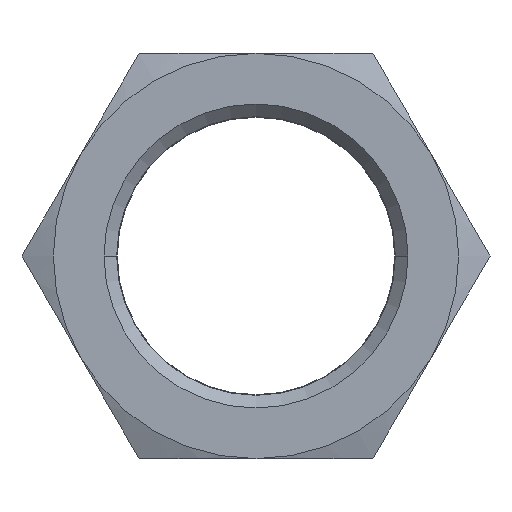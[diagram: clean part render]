
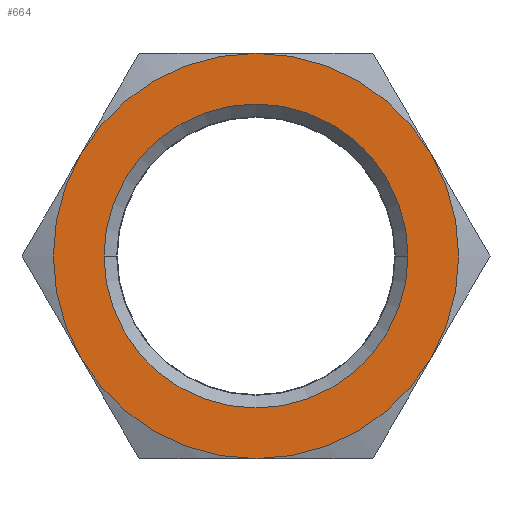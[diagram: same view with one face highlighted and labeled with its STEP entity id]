
A CAD part, front view. The second image highlights one B-rep face of the part: STEP entity #664.
In plain terms, the highlighted planar face has unit normal (0, -1, 0).
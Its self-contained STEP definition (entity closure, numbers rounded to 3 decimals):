
#1=CARTESIAN_POINT('',(0.,0.,0.));
#2=DIRECTION('',(0.,-1.,0.));
#3=DIRECTION('',(0.,0.,1.));
#4=AXIS2_PLACEMENT_3D('',#1,#2,#3);
#6=CARTESIAN_POINT('',(0.,0.,0.));
#7=DIRECTION('',(0.,-1.,0.));
#8=DIRECTION('',(0.866,0.,0.5));
#9=AXIS2_PLACEMENT_3D('',#6,#7,#8);
#11=CARTESIAN_POINT('',(0.,0.,0.));
#12=DIRECTION('',(0.,-1.,0.));
#13=DIRECTION('',(0.,0.,-1.));
#14=AXIS2_PLACEMENT_3D('',#11,#12,#13);
#16=CARTESIAN_POINT('',(0.,0.,0.));
#17=DIRECTION('',(0.,-1.,0.));
#18=DIRECTION('',(-0.866,0.,-0.5));
#19=AXIS2_PLACEMENT_3D('',#16,#17,#18);
#21=CARTESIAN_POINT('',(0.,0.,0.));
#22=DIRECTION('',(0.,1.,0.));
#23=DIRECTION('',(1.,0.,0.));
#24=AXIS2_PLACEMENT_3D('',#21,#22,#23);
#26=CARTESIAN_POINT('',(0.,0.,0.));
#27=DIRECTION('',(0.,1.,0.));
#28=DIRECTION('',(-1.,0.,0.));
#29=AXIS2_PLACEMENT_3D('',#26,#27,#28);
#31=CARTESIAN_POINT('',(0.,0.,0.));
#32=DIRECTION('',(0.,-1.,0.));
#33=DIRECTION('',(-0.866,0.,0.5));
#34=AXIS2_PLACEMENT_3D('',#31,#32,#33);
#161=CARTESIAN_POINT('',(0.,0.,0.));
#162=DIRECTION('',(0.,-1.,0.));
#163=DIRECTION('',(0.866,0.,-0.5));
#164=AXIS2_PLACEMENT_3D('',#161,#162,#163);
#537=CARTESIAN_POINT('',(-13.856,0.,-8.));
#538=CARTESIAN_POINT('',(0.,0.,-16.));
#539=VERTEX_POINT('',#537);
#540=VERTEX_POINT('',#538);
#541=CARTESIAN_POINT('',(13.856,0.,-8.));
#542=VERTEX_POINT('',#541);
#543=CARTESIAN_POINT('',(13.856,0.,8.));
#544=CARTESIAN_POINT('',(0.,0.,16.));
#545=VERTEX_POINT('',#543);
#546=VERTEX_POINT('',#544);
#547=CARTESIAN_POINT('',(-13.856,0.,8.));
#548=VERTEX_POINT('',#547);
#595=CARTESIAN_POINT('',(12.,0.,0.));
#596=CARTESIAN_POINT('',(-12.,0.,0.));
#597=VERTEX_POINT('',#595);
#598=VERTEX_POINT('',#596);
#639=CARTESIAN_POINT('',(0.,0.,0.));
#640=DIRECTION('',(0.,1.,0.));
#641=DIRECTION('',(1.,0.,0.));
#642=AXIS2_PLACEMENT_3D('',#639,#640,#641);
#643=PLANE('',#642);
#645=ORIENTED_EDGE('',*,*,#644,.F.);
#647=ORIENTED_EDGE('',*,*,#646,.F.);
#649=ORIENTED_EDGE('',*,*,#648,.F.);
#651=ORIENTED_EDGE('',*,*,#650,.F.);
#653=ORIENTED_EDGE('',*,*,#652,.F.);
#655=ORIENTED_EDGE('',*,*,#654,.F.);
#656=EDGE_LOOP('',(#645,#647,#649,#651,#653,#655));
#657=FACE_OUTER_BOUND('',#656,.F.);
#659=ORIENTED_EDGE('',*,*,#658,.F.);
#661=ORIENTED_EDGE('',*,*,#660,.F.);
#662=EDGE_LOOP('',(#659,#661));
#663=FACE_BOUND('',#662,.F.);
#664=ADVANCED_FACE('',(#657,#663),#643,.F.);
#5=CIRCLE('',#4,16.);
#10=CIRCLE('',#9,16.);
#15=CIRCLE('',#14,16.);
#20=CIRCLE('',#19,16.);
#25=CIRCLE('',#24,12.);
#30=CIRCLE('',#29,12.);
#35=CIRCLE('',#34,16.);
#165=CIRCLE('',#164,16.);
#644=EDGE_CURVE('',#548,#539,#35,.T.);
#646=EDGE_CURVE('',#546,#548,#5,.T.);
#648=EDGE_CURVE('',#545,#546,#10,.T.);
#650=EDGE_CURVE('',#542,#545,#165,.T.);
#652=EDGE_CURVE('',#540,#542,#15,.T.);
#654=EDGE_CURVE('',#539,#540,#20,.T.);
#658=EDGE_CURVE('',#597,#598,#25,.T.);
#660=EDGE_CURVE('',#598,#597,#30,.T.);
